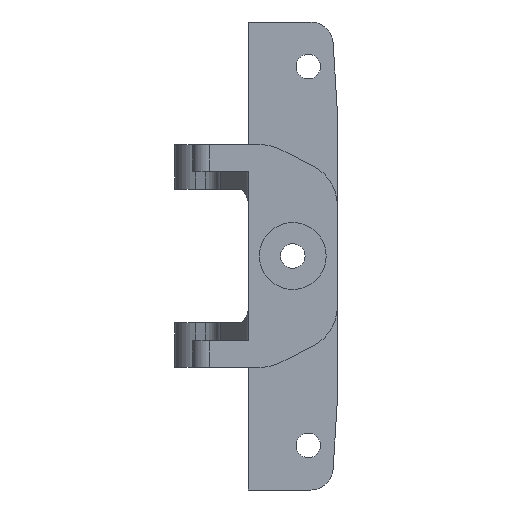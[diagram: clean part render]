
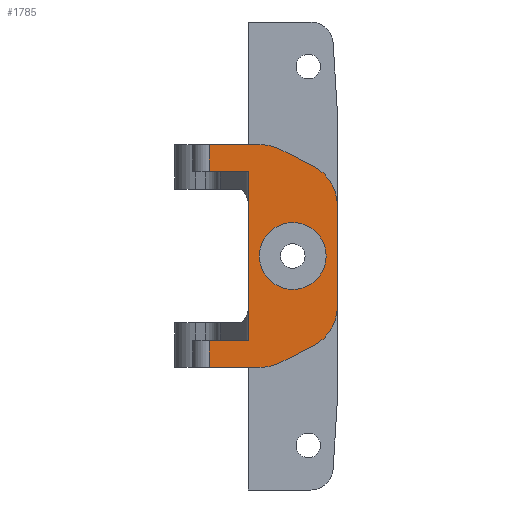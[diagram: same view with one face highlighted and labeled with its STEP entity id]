
A CAD part, left-side view. The second image highlights one B-rep face of the part: STEP entity #1785.
In plain terms, the highlighted planar face has unit normal (-1, 0, 0).
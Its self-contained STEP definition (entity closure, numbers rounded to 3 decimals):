
#11 = DIRECTION ( 'NONE',  ( -1., 0., 0. ) ) ;
#33 = ORIENTED_EDGE ( 'NONE', *, *, #486, .F. ) ;
#50 = VERTEX_POINT ( 'NONE', #1237 ) ;
#84 = VERTEX_POINT ( 'NONE', #724 ) ;
#95 = EDGE_CURVE ( 'NONE', #743, #2096, #2821, .T. ) ;
#110 = VECTOR ( 'NONE', #2453, 1000. ) ;
#123 = VECTOR ( 'NONE', #3028, 1000. ) ;
#148 = ORIENTED_EDGE ( 'NONE', *, *, #2483, .F. ) ;
#170 = VECTOR ( 'NONE', #1156, 1000. ) ;
#196 = AXIS2_PLACEMENT_3D ( 'NONE', #1535, #1798, #2050 ) ;
#250 = LINE ( 'NONE', #1908, #1263 ) ;
#264 = DIRECTION ( 'NONE',  ( 0., 0., -1. ) ) ;
#268 = CIRCLE ( 'NONE', #196, 2. ) ;
#273 = CIRCLE ( 'NONE', #2621, 1.5 ) ;
#281 = ORIENTED_EDGE ( 'NONE', *, *, #376, .F. ) ;
#301 = AXIS2_PLACEMENT_3D ( 'NONE', #866, #366, #1649 ) ;
#366 = DIRECTION ( 'NONE',  ( -1., 0., 0. ) ) ;
#375 = ORIENTED_EDGE ( 'NONE', *, *, #2571, .T. ) ;
#376 = EDGE_CURVE ( 'NONE', #832, #1039, #3261, .T. ) ;
#401 = CARTESIAN_POINT ( 'NONE',  ( -12.5, 3.45, -7.5 ) ) ;
#429 = VERTEX_POINT ( 'NONE', #2532 ) ;
#448 = VECTOR ( 'NONE', #2619, 1000. ) ;
#452 = LINE ( 'NONE', #2322, #1916 ) ;
#468 = CARTESIAN_POINT ( 'NONE',  ( -12.5, -2.3, 1. ) ) ;
#480 = ORIENTED_EDGE ( 'NONE', *, *, #95, .F. ) ;
#486 = EDGE_CURVE ( 'NONE', #2769, #3312, #538, .T. ) ;
#538 = LINE ( 'NONE', #468, #123 ) ;
#540 = DIRECTION ( 'NONE',  ( -1., 0., 0. ) ) ;
#552 = CARTESIAN_POINT ( 'NONE',  ( -12.5, -1.194, -6.553 ) ) ;
#580 = EDGE_CURVE ( 'NONE', #1912, #1039, #452, .T. ) ;
#602 = DIRECTION ( 'NONE',  ( 0., 0., 1. ) ) ;
#605 = DIRECTION ( 'NONE',  ( 0., 0., -1. ) ) ;
#619 = VECTOR ( 'NONE', #2255, 1000. ) ;
#620 = EDGE_LOOP ( 'NONE', ( #2217, #2515, #375, #1359, #935, #1582, #281, #1620, #480, #1105, #3047, #3100, #33, #2703 ) ) ;
#672 = DIRECTION ( 'NONE',  ( 0., 0., 1. ) ) ;
#673 = EDGE_CURVE ( 'NONE', #429, #2601, #250, .T. ) ;
#724 = CARTESIAN_POINT ( 'NONE',  ( -12.5, 1.7, -6.3 ) ) ;
#726 = EDGE_CURVE ( 'NONE', #2274, #429, #2891, .T. ) ;
#743 = VERTEX_POINT ( 'NONE', #552 ) ;
#764 = AXIS2_PLACEMENT_3D ( 'NONE', #2721, #2758, #933 ) ;
#832 = VERTEX_POINT ( 'NONE', #1813 ) ;
#866 = CARTESIAN_POINT ( 'NONE',  ( -12.5, -0.3, -2.5 ) ) ;
#914 = EDGE_LOOP ( 'NONE', ( #3014, #148 ) ) ;
#926 = EDGE_CURVE ( 'NONE', #84, #1520, #1833, .T. ) ;
#933 = DIRECTION ( 'NONE',  ( 0., 0., 1. ) ) ;
#935 = ORIENTED_EDGE ( 'NONE', *, *, #2328, .F. ) ;
#949 = CARTESIAN_POINT ( 'NONE',  ( -12.5, 0.7, -7.5 ) ) ;
#989 = CARTESIAN_POINT ( 'NONE',  ( -12.5, -2.3, -4.764 ) ) ;
#1023 = VERTEX_POINT ( 'NONE', #1677 ) ;
#1029 = EDGE_CURVE ( 'NONE', #1463, #1023, #1049, .T. ) ;
#1039 = VERTEX_POINT ( 'NONE', #401 ) ;
#1049 = LINE ( 'NONE', #1688, #3133 ) ;
#1085 = CARTESIAN_POINT ( 'NONE',  ( -12.5, -1.194, 1.553 ) ) ;
#1102 = DIRECTION ( 'NONE',  ( 0., 0., 1. ) ) ;
#1105 = ORIENTED_EDGE ( 'NONE', *, *, #1642, .T. ) ;
#1156 = DIRECTION ( 'NONE',  ( 0., 1., 0. ) ) ;
#1237 = CARTESIAN_POINT ( 'NONE',  ( -12.5, -0.3, -1. ) ) ;
#1263 = VECTOR ( 'NONE', #605, 1000. ) ;
#1296 = DIRECTION ( 'NONE',  ( 0., 0., 1. ) ) ;
#1316 = EDGE_CURVE ( 'NONE', #2769, #2274, #2925, .T. ) ;
#1359 = ORIENTED_EDGE ( 'NONE', *, *, #926, .F. ) ;
#1363 = CARTESIAN_POINT ( 'NONE',  ( -12.5, 1.7, -11.923 ) ) ;
#1378 = LINE ( 'NONE', #2178, #1985 ) ;
#1398 = AXIS2_PLACEMENT_3D ( 'NONE', #1844, #11, #1296 ) ;
#1420 = CIRCLE ( 'NONE', #301, 1.5 ) ;
#1438 = CARTESIAN_POINT ( 'NONE',  ( -12.5, 4.2, 1.3 ) ) ;
#1463 = VERTEX_POINT ( 'NONE', #989 ) ;
#1520 = VERTEX_POINT ( 'NONE', #3313 ) ;
#1535 = CARTESIAN_POINT ( 'NONE',  ( -12.5, -0.3, -0.236 ) ) ;
#1582 = ORIENTED_EDGE ( 'NONE', *, *, #580, .T. ) ;
#1589 = CARTESIAN_POINT ( 'NONE',  ( -12.5, 1.172, 2.5 ) ) ;
#1620 = ORIENTED_EDGE ( 'NONE', *, *, #2285, .T. ) ;
#1624 = DIRECTION ( 'NONE',  ( 0., -1., 0. ) ) ;
#1642 = EDGE_CURVE ( 'NONE', #743, #1463, #1789, .T. ) ;
#1649 = DIRECTION ( 'NONE',  ( 0., 0., 1. ) ) ;
#1673 = DIRECTION ( 'NONE',  ( 0., 0., 1. ) ) ;
#1677 = CARTESIAN_POINT ( 'NONE',  ( -12.5, -2.3, -0.236 ) ) ;
#1688 = CARTESIAN_POINT ( 'NONE',  ( -12.5, -2.3, -11.923 ) ) ;
#1785 = ADVANCED_FACE ( 'NONE', ( #2803, #2116 ), #2899, .T. ) ;
#1789 = CIRCLE ( 'NONE', #3264, 2. ) ;
#1798 = DIRECTION ( 'NONE',  ( -1., 0., 0. ) ) ;
#1813 = CARTESIAN_POINT ( 'NONE',  ( -12.5, 1.172, -7.5 ) ) ;
#1833 = LINE ( 'NONE', #1363, #2122 ) ;
#1844 = CARTESIAN_POINT ( 'NONE',  ( -12.5, 1.172, -5.5 ) ) ;
#1876 = EDGE_CURVE ( 'NONE', #50, #2551, #1420, .T. ) ;
#1908 = CARTESIAN_POINT ( 'NONE',  ( -12.5, 3.45, 1.3 ) ) ;
#1912 = VERTEX_POINT ( 'NONE', #1923 ) ;
#1913 = CARTESIAN_POINT ( 'NONE',  ( -12.5, 3.45, 1.3 ) ) ;
#1916 = VECTOR ( 'NONE', #264, 1000. ) ;
#1923 = CARTESIAN_POINT ( 'NONE',  ( -12.5, 3.45, -6.3 ) ) ;
#1928 = CARTESIAN_POINT ( 'NONE',  ( -12.5, -0.3, -2.5 ) ) ;
#1985 = VECTOR ( 'NONE', #1624, 1000. ) ;
#2050 = DIRECTION ( 'NONE',  ( 0., 0., 1. ) ) ;
#2096 = VERTEX_POINT ( 'NONE', #2334 ) ;
#2116 = FACE_BOUND ( 'NONE', #914, .T. ) ;
#2122 = VECTOR ( 'NONE', #1102, 1000. ) ;
#2178 = CARTESIAN_POINT ( 'NONE',  ( -12.5, 4.2, -6.3 ) ) ;
#2217 = ORIENTED_EDGE ( 'NONE', *, *, #726, .T. ) ;
#2255 = DIRECTION ( 'NONE',  ( 0., 0.894, -0.447 ) ) ;
#2273 = LINE ( 'NONE', #1438, #110 ) ;
#2274 = VERTEX_POINT ( 'NONE', #1589 ) ;
#2285 = EDGE_CURVE ( 'NONE', #832, #2096, #2963, .T. ) ;
#2322 = CARTESIAN_POINT ( 'NONE',  ( -12.5, 3.45, -11.923 ) ) ;
#2328 = EDGE_CURVE ( 'NONE', #1912, #84, #1378, .T. ) ;
#2334 = CARTESIAN_POINT ( 'NONE',  ( -12.5, 0.278, -7.289 ) ) ;
#2352 = DIRECTION ( 'NONE',  ( 0., 0., 1. ) ) ;
#2369 = CARTESIAN_POINT ( 'NONE',  ( -12.5, -6.083, 2.5 ) ) ;
#2421 = CARTESIAN_POINT ( 'NONE',  ( -12.5, 0.278, 2.289 ) ) ;
#2434 = DIRECTION ( 'NONE',  ( -1., 0., 0. ) ) ;
#2453 = DIRECTION ( 'NONE',  ( 0., -1., 0. ) ) ;
#2456 = CARTESIAN_POINT ( 'NONE',  ( -12.5, -6.083, -7.5 ) ) ;
#2483 = EDGE_CURVE ( 'NONE', #2551, #50, #273, .T. ) ;
#2515 = ORIENTED_EDGE ( 'NONE', *, *, #673, .T. ) ;
#2532 = CARTESIAN_POINT ( 'NONE',  ( -12.5, 3.45, 2.5 ) ) ;
#2551 = VERTEX_POINT ( 'NONE', #3253 ) ;
#2571 = EDGE_CURVE ( 'NONE', #2601, #1520, #2273, .T. ) ;
#2578 = AXIS2_PLACEMENT_3D ( 'NONE', #3156, #2434, #602 ) ;
#2601 = VERTEX_POINT ( 'NONE', #1913 ) ;
#2619 = DIRECTION ( 'NONE',  ( 0., 1., 0. ) ) ;
#2621 = AXIS2_PLACEMENT_3D ( 'NONE', #1928, #3239, #1673 ) ;
#2703 = ORIENTED_EDGE ( 'NONE', *, *, #1316, .T. ) ;
#2721 = CARTESIAN_POINT ( 'NONE',  ( -12.5, 1.172, 0.5 ) ) ;
#2758 = DIRECTION ( 'NONE',  ( -1., 0., 0. ) ) ;
#2769 = VERTEX_POINT ( 'NONE', #2421 ) ;
#2803 = FACE_OUTER_BOUND ( 'NONE', #620, .T. ) ;
#2821 = LINE ( 'NONE', #949, #619 ) ;
#2891 = LINE ( 'NONE', #2369, #448 ) ;
#2899 = PLANE ( 'NONE',  #2578 ) ;
#2925 = CIRCLE ( 'NONE', #764, 2. ) ;
#2963 = CIRCLE ( 'NONE', #1398, 2. ) ;
#3014 = ORIENTED_EDGE ( 'NONE', *, *, #1876, .F. ) ;
#3028 = DIRECTION ( 'NONE',  ( 0., -0.894, -0.447 ) ) ;
#3047 = ORIENTED_EDGE ( 'NONE', *, *, #1029, .T. ) ;
#3100 = ORIENTED_EDGE ( 'NONE', *, *, #3206, .T. ) ;
#3101 = CARTESIAN_POINT ( 'NONE',  ( -12.5, -0.3, -4.764 ) ) ;
#3133 = VECTOR ( 'NONE', #672, 1000. ) ;
#3156 = CARTESIAN_POINT ( 'NONE',  ( -12.5, 1.7, -11.923 ) ) ;
#3206 = EDGE_CURVE ( 'NONE', #1023, #3312, #268, .T. ) ;
#3239 = DIRECTION ( 'NONE',  ( -1., 0., 0. ) ) ;
#3253 = CARTESIAN_POINT ( 'NONE',  ( -12.5, -0.3, -4. ) ) ;
#3261 = LINE ( 'NONE', #2456, #170 ) ;
#3264 = AXIS2_PLACEMENT_3D ( 'NONE', #3101, #540, #2352 ) ;
#3312 = VERTEX_POINT ( 'NONE', #1085 ) ;
#3313 = CARTESIAN_POINT ( 'NONE',  ( -12.5, 1.7, 1.3 ) ) ;
